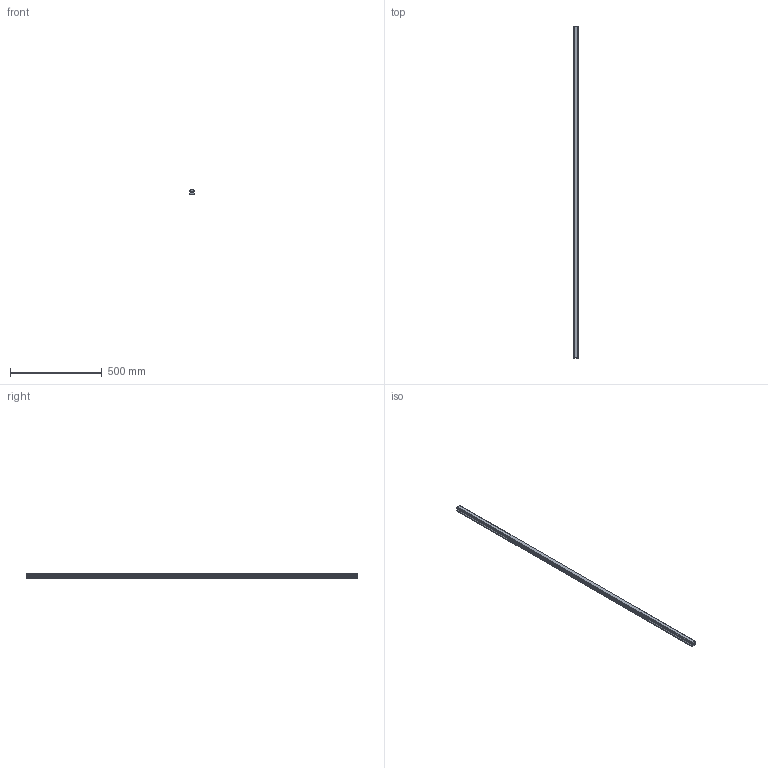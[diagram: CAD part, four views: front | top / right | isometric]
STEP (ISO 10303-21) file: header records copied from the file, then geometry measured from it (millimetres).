
FILE_DESCRIPTION(('STEP AP214'),'1');
FILE_NAME('cctmp_EF1FFC70-4F03-471A-853F-A1B3C9DF714A_2021_01_26_14_02_33_0130..stp','2021-01-26T13:02:33',('HIWIN GmbH'),('CADClick - www.CADClick.com'),'Spatial InterOp 3D',' ','unknown authorization');
FILE_SCHEMA(('AUTOMOTIVE_DESIGN'));
Length unit declared in the file: millimetre
Products named in the file (1): HGR30T1810C_FILE
Bounding box: 28 x 1810 x 26 mm (x, y, z)
Volume: 1097792.9 mm3; surface area: 208830.1 mm2
Topology: 1 solids, 1 shells, 207 faces, 557 edges, 333 vertices
Faces by surface type: plane 93, cylinder 68, cone 46
Entity records: 7777 total; most frequent: DIRECTION 1063, CARTESIAN_POINT 1052, ORIENTED_EDGE 1022, EDGE_CURVE 511, LINE 375, VECTOR 375, AXIS2_PLACEMENT_3D 344, VERTEX_POINT 333
